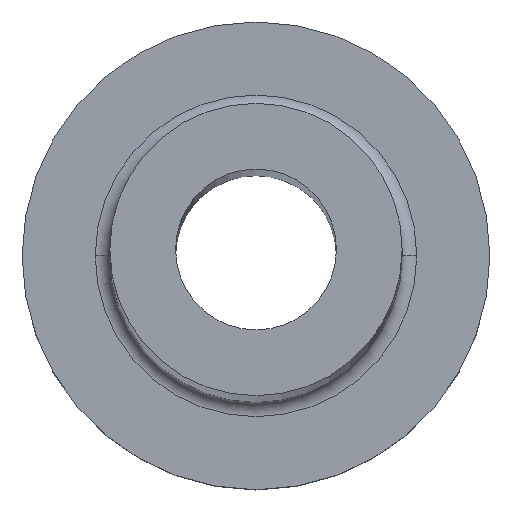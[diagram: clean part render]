
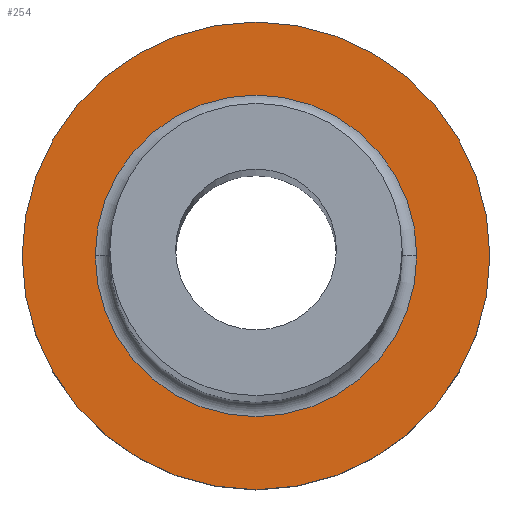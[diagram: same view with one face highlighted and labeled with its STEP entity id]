
A CAD part, top view. The second image highlights one B-rep face of the part: STEP entity #254.
In plain terms, the highlighted planar face has unit normal (0, 0, 1).
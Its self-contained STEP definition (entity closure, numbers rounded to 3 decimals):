
#8 = FACE_OUTER_BOUND ( 'NONE', #204, .T. ) ;
#11 = CIRCLE ( 'NONE', #161, 8. ) ;
#35 = ORIENTED_EDGE ( 'NONE', *, *, #247, .T. ) ;
#69 = VERTEX_POINT ( 'NONE', #85 ) ;
#81 = EDGE_LOOP ( 'NONE', ( #348, #35 ) ) ;
#85 = CARTESIAN_POINT ( 'NONE',  ( 8., 0., 5. ) ) ;
#90 = DIRECTION ( 'NONE',  ( 1., 0., 0. ) ) ;
#95 = CIRCLE ( 'NONE', #250, 5.5 ) ;
#96 = CIRCLE ( 'NONE', #184, 5.5 ) ;
#109 = AXIS2_PLACEMENT_3D ( 'NONE', #196, #225, #90 ) ;
#123 = DIRECTION ( 'NONE',  ( 0., 0., -1. ) ) ;
#136 = VERTEX_POINT ( 'NONE', #266 ) ;
#153 = DIRECTION ( 'NONE',  ( 0., 0., 1. ) ) ;
#156 = DIRECTION ( 'NONE',  ( 1., 0., 0. ) ) ;
#161 = AXIS2_PLACEMENT_3D ( 'NONE', #329, #153, #302 ) ;
#179 = DIRECTION ( 'NONE',  ( 0., 0., 1. ) ) ;
#184 = AXIS2_PLACEMENT_3D ( 'NONE', #289, #197, #156 ) ;
#193 = DIRECTION ( 'NONE',  ( 1., 0., 0. ) ) ;
#196 = CARTESIAN_POINT ( 'NONE',  ( 0., 0., 5. ) ) ;
#197 = DIRECTION ( 'NONE',  ( 0., 0., -1. ) ) ;
#204 = EDGE_LOOP ( 'NONE', ( #331, #368 ) ) ;
#209 = EDGE_CURVE ( 'NONE', #136, #69, #294, .T. ) ;
#215 = AXIS2_PLACEMENT_3D ( 'NONE', #265, #179, #378 ) ;
#221 = PLANE ( 'NONE',  #109 ) ;
#225 = DIRECTION ( 'NONE',  ( 0., 0., 1. ) ) ;
#247 = EDGE_CURVE ( 'NONE', #282, #320, #95, .T. ) ;
#250 = AXIS2_PLACEMENT_3D ( 'NONE', #333, #123, #193 ) ;
#254 = ADVANCED_FACE ( 'NONE', ( #303, #8 ), #221, .T. ) ;
#265 = CARTESIAN_POINT ( 'NONE',  ( 0., 0., 5. ) ) ;
#266 = CARTESIAN_POINT ( 'NONE',  ( -8., 0., 5. ) ) ;
#273 = CARTESIAN_POINT ( 'NONE',  ( 5.5, 0., 5. ) ) ;
#275 = EDGE_CURVE ( 'NONE', #69, #136, #11, .T. ) ;
#282 = VERTEX_POINT ( 'NONE', #361 ) ;
#289 = CARTESIAN_POINT ( 'NONE',  ( 0., 0., 5. ) ) ;
#294 = CIRCLE ( 'NONE', #215, 8. ) ;
#302 = DIRECTION ( 'NONE',  ( 1., 0., 0. ) ) ;
#303 = FACE_BOUND ( 'NONE', #81, .T. ) ;
#311 = EDGE_CURVE ( 'NONE', #320, #282, #96, .T. ) ;
#320 = VERTEX_POINT ( 'NONE', #273 ) ;
#329 = CARTESIAN_POINT ( 'NONE',  ( 0., 0., 5. ) ) ;
#331 = ORIENTED_EDGE ( 'NONE', *, *, #209, .T. ) ;
#333 = CARTESIAN_POINT ( 'NONE',  ( 0., 0., 5. ) ) ;
#348 = ORIENTED_EDGE ( 'NONE', *, *, #311, .T. ) ;
#361 = CARTESIAN_POINT ( 'NONE',  ( -5.5, 0., 5. ) ) ;
#368 = ORIENTED_EDGE ( 'NONE', *, *, #275, .T. ) ;
#378 = DIRECTION ( 'NONE',  ( 1., 0., 0. ) ) ;
